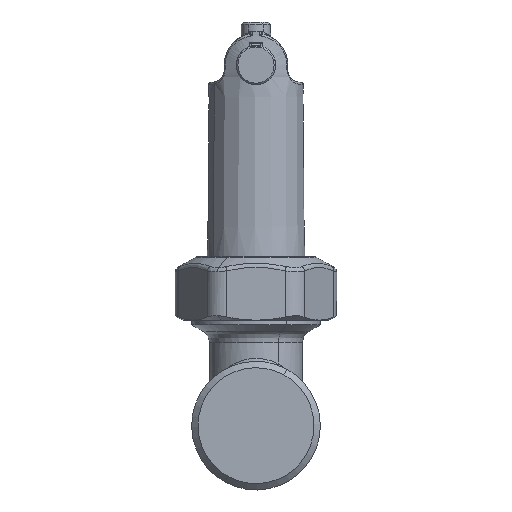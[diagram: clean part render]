
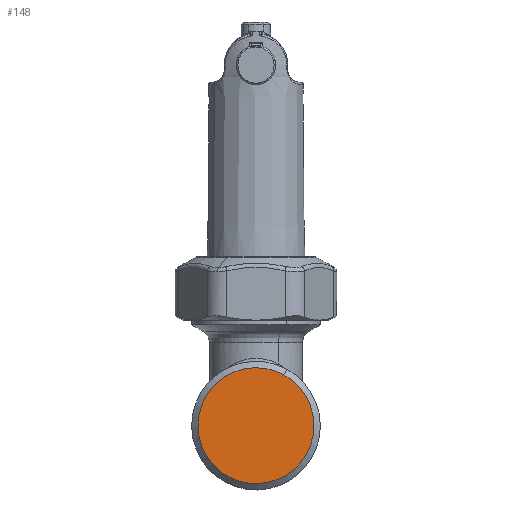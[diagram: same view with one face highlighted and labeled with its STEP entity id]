
A CAD part, front view. The second image highlights one B-rep face of the part: STEP entity #148.
In plain terms, the highlighted planar face has unit normal (0, -1, 0).
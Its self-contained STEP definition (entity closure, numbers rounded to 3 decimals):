
#60=CARTESIAN_POINT('Vertex',(5.681,-30.,10.399)) ;
#76=CARTESIAN_POINT('Vertex',(-5.681,-30.,-10.399)) ;
#79=CARTESIAN_POINT('Axis2P3D Location',(0.,-30.,0.)) ;
#96=CARTESIAN_POINT('Axis2P3D Location',(0.,-30.,0.)) ;
#139=CARTESIAN_POINT('Axis2P3D Location',(0.,-30.,-11.85)) ;
#80=DIRECTION('Axis2P3D Direction',(0.,1.,0.)) ;
#97=DIRECTION('Axis2P3D Direction',(0.,1.,0.)) ;
#140=DIRECTION('Axis2P3D Direction',(-0.,1.,0.)) ;
#141=DIRECTION('Axis2P3D XDirection',(1.,0.,0.)) ;
#81=AXIS2_PLACEMENT_3D('Circle Axis2P3D',#79,#80,$) ;
#98=AXIS2_PLACEMENT_3D('Circle Axis2P3D',#96,#97,$) ;
#142=AXIS2_PLACEMENT_3D('Plane Axis2P3D',#139,#140,#141) ;
#145=ORIENTED_EDGE('',*,*,#100,.F.) ;
#146=ORIENTED_EDGE('',*,*,#83,.F.) ;
#148=ADVANCED_FACE('PartBody',(#147),#143,.F.) ;
#82=CIRCLE('generated circle',#81,11.85) ;
#99=CIRCLE('generated circle',#98,11.85) ;
#83=EDGE_CURVE('',#77,#61,#82,.T.) ;
#100=EDGE_CURVE('',#61,#77,#99,.T.) ;
#144=EDGE_LOOP('',(#145,#146)) ;
#147=FACE_OUTER_BOUND('',#144,.T.) ;
#143=PLANE('',#142) ;
#61=VERTEX_POINT('',#60) ;
#77=VERTEX_POINT('',#76) ;
